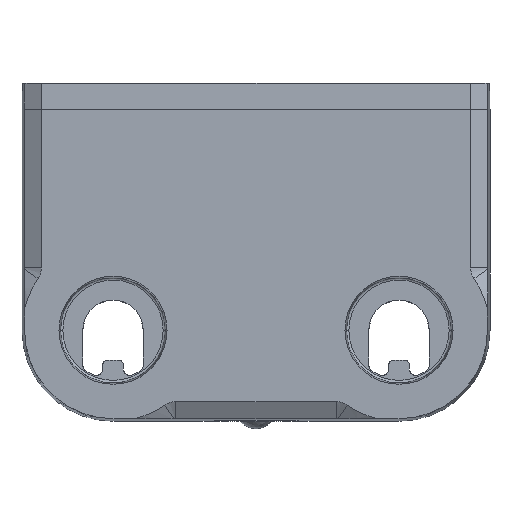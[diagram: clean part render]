
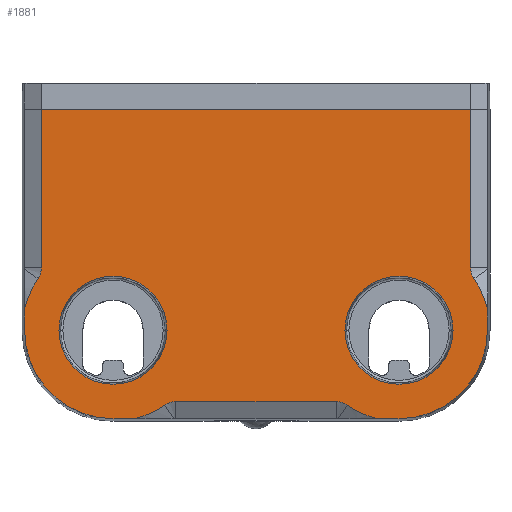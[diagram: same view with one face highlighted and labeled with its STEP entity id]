
A CAD part, front view. The second image highlights one B-rep face of the part: STEP entity #1881.
In plain terms, the highlighted planar face has unit normal (0, -1, 0).
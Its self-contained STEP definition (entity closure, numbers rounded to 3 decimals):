
#2=DIRECTION('',(0.,0.,1.));
#3=VECTOR('',#2,12.178);
#4=CARTESIAN_POINT('',(-16.5,-7.5,-12.178));
#5=LINE('',#4,#3);
#6=CARTESIAN_POINT('',(18.,-7.5,-12.178));
#7=DIRECTION('',(0.,-1.,0.));
#8=DIRECTION('',(-1.,0.,0.));
#9=AXIS2_PLACEMENT_3D('',#6,#7,#8);
#11=CARTESIAN_POINT('',(11.,-7.5,-17.));
#12=DIRECTION('',(0.,1.,0.));
#13=DIRECTION('',(0.824,0.,0.567));
#14=AXIS2_PLACEMENT_3D('',#11,#12,#13);
#16=CARTESIAN_POINT('',(11.,-7.5,-17.));
#17=DIRECTION('',(0.,1.,0.));
#18=DIRECTION('',(1.,0.,0.));
#19=AXIS2_PLACEMENT_3D('',#16,#17,#18);
#21=CARTESIAN_POINT('',(11.,-7.5,-17.));
#22=DIRECTION('',(0.,1.,0.));
#23=DIRECTION('',(-0.235,0.,-0.972));
#24=AXIS2_PLACEMENT_3D('',#21,#22,#23);
#26=CARTESIAN_POINT('',(6.178,-7.5,-24.));
#27=DIRECTION('',(0.,-1.,0.));
#28=DIRECTION('',(0.567,0.,0.824));
#29=AXIS2_PLACEMENT_3D('',#26,#27,#28);
#31=DIRECTION('',(-1.,0.,0.));
#32=VECTOR('',#31,12.356);
#33=CARTESIAN_POINT('',(6.178,-7.5,-22.5));
#34=LINE('',#33,#32);
#35=CARTESIAN_POINT('',(-6.178,-7.5,-24.));
#36=DIRECTION('',(0.,-1.,0.));
#37=DIRECTION('',(0.,0.,1.));
#38=AXIS2_PLACEMENT_3D('',#35,#36,#37);
#40=CARTESIAN_POINT('',(-11.,-7.5,-17.));
#41=DIRECTION('',(0.,1.,0.));
#42=DIRECTION('',(0.567,0.,-0.824));
#43=AXIS2_PLACEMENT_3D('',#40,#41,#42);
#45=CARTESIAN_POINT('',(-11.,-7.5,-17.));
#46=DIRECTION('',(0.,1.,0.));
#47=DIRECTION('',(0.,0.,-1.));
#48=AXIS2_PLACEMENT_3D('',#45,#46,#47);
#50=DIRECTION('',(0.,0.,1.));
#51=VECTOR('',#50,1.646);
#52=CARTESIAN_POINT('',(-17.804,-7.5,-17.));
#53=LINE('',#52,#51);
#54=CARTESIAN_POINT('',(-11.,-7.5,-17.));
#55=DIRECTION('',(0.,1.,0.));
#56=DIRECTION('',(-0.972,0.,0.235));
#57=AXIS2_PLACEMENT_3D('',#54,#55,#56);
#59=CARTESIAN_POINT('',(-18.,-7.5,-12.178));
#60=DIRECTION('',(0.,-1.,0.));
#61=DIRECTION('',(0.824,0.,-0.567));
#62=AXIS2_PLACEMENT_3D('',#59,#60,#61);
#64=CARTESIAN_POINT('',(11.,-7.5,-17.));
#65=DIRECTION('',(0.,-1.,0.));
#66=DIRECTION('',(1.,0.,0.));
#67=AXIS2_PLACEMENT_3D('',#64,#65,#66);
#69=CARTESIAN_POINT('',(11.,-7.5,-17.));
#70=DIRECTION('',(0.,-1.,0.));
#71=DIRECTION('',(-1.,0.,0.));
#72=AXIS2_PLACEMENT_3D('',#69,#70,#71);
#74=CARTESIAN_POINT('',(-11.,-7.5,-17.));
#75=DIRECTION('',(0.,-1.,0.));
#76=DIRECTION('',(1.,0.,0.));
#77=AXIS2_PLACEMENT_3D('',#74,#75,#76);
#79=CARTESIAN_POINT('',(-11.,-7.5,-17.));
#80=DIRECTION('',(0.,-1.,0.));
#81=DIRECTION('',(-1.,0.,0.));
#82=AXIS2_PLACEMENT_3D('',#79,#80,#81);
#168=DIRECTION('',(1.,0.,0.));
#169=VECTOR('',#168,1.646);
#170=CARTESIAN_POINT('',(-11.,-7.5,-23.804));
#171=LINE('',#170,#169);
#172=DIRECTION('',(1.,0.,0.));
#173=VECTOR('',#172,1.646);
#174=CARTESIAN_POINT('',(9.354,-7.5,-23.804));
#175=LINE('',#174,#173);
#205=DIRECTION('',(0.,0.,1.));
#206=VECTOR('',#205,1.646);
#207=CARTESIAN_POINT('',(17.804,-7.5,-17.));
#208=LINE('',#207,#206);
#241=DIRECTION('',(-1.,0.,0.));
#242=VECTOR('',#241,33.);
#243=CARTESIAN_POINT('',(16.5,-7.5,0.));
#244=LINE('',#243,#242);
#1287=DIRECTION('',(0.,0.,1.));
#1288=VECTOR('',#1287,12.178);
#1289=CARTESIAN_POINT('',(16.5,-7.5,-12.178));
#1290=LINE('',#1289,#1288);
#1496=CARTESIAN_POINT('',(-16.5,-7.5,-12.178));
#1497=CARTESIAN_POINT('',(-16.5,-7.5,0.));
#1498=VERTEX_POINT('',#1496);
#1499=VERTEX_POINT('',#1497);
#1500=CARTESIAN_POINT('',(16.5,-7.5,0.));
#1501=VERTEX_POINT('',#1500);
#1502=CARTESIAN_POINT('',(16.5,-7.5,-12.178));
#1503=VERTEX_POINT('',#1502);
#1504=CARTESIAN_POINT('',(16.765,-7.5,-13.029));
#1505=VERTEX_POINT('',#1504);
#1506=CARTESIAN_POINT('',(17.804,-7.5,-15.354));
#1507=VERTEX_POINT('',#1506);
#1508=CARTESIAN_POINT('',(17.804,-7.5,-17.));
#1509=VERTEX_POINT('',#1508);
#1510=CARTESIAN_POINT('',(11.,-7.5,-23.804));
#1511=VERTEX_POINT('',#1510);
#1512=CARTESIAN_POINT('',(9.354,-7.5,-23.804));
#1513=VERTEX_POINT('',#1512);
#1514=CARTESIAN_POINT('',(7.029,-7.5,-22.765));
#1515=VERTEX_POINT('',#1514);
#1516=CARTESIAN_POINT('',(6.178,-7.5,-22.5));
#1517=VERTEX_POINT('',#1516);
#1518=CARTESIAN_POINT('',(-6.178,-7.5,-22.5));
#1519=VERTEX_POINT('',#1518);
#1520=CARTESIAN_POINT('',(-7.029,-7.5,-22.765));
#1521=VERTEX_POINT('',#1520);
#1522=CARTESIAN_POINT('',(-9.354,-7.5,-23.804));
#1523=VERTEX_POINT('',#1522);
#1524=CARTESIAN_POINT('',(-11.,-7.5,-23.804));
#1525=VERTEX_POINT('',#1524);
#1526=CARTESIAN_POINT('',(-17.804,-7.5,-17.));
#1527=VERTEX_POINT('',#1526);
#1528=CARTESIAN_POINT('',(-17.804,-7.5,-15.354));
#1529=VERTEX_POINT('',#1528);
#1530=CARTESIAN_POINT('',(-16.765,-7.5,-13.029));
#1531=VERTEX_POINT('',#1530);
#1532=CARTESIAN_POINT('',(15.155,-7.5,-17.));
#1533=CARTESIAN_POINT('',(6.845,-7.5,-17.));
#1534=VERTEX_POINT('',#1532);
#1535=VERTEX_POINT('',#1533);
#1536=CARTESIAN_POINT('',(-6.845,-7.5,-17.));
#1537=CARTESIAN_POINT('',(-15.155,-7.5,-17.));
#1538=VERTEX_POINT('',#1536);
#1539=VERTEX_POINT('',#1537);
#1826=CARTESIAN_POINT('',(0.,-7.5,0.));
#1827=DIRECTION('',(0.,1.,0.));
#1828=DIRECTION('',(-1.,0.,0.));
#1829=AXIS2_PLACEMENT_3D('',#1826,#1827,#1828);
#1830=PLANE('',#1829);
#1832=ORIENTED_EDGE('',*,*,#1831,.T.);
#1834=ORIENTED_EDGE('',*,*,#1833,.F.);
#1836=ORIENTED_EDGE('',*,*,#1835,.F.);
#1838=ORIENTED_EDGE('',*,*,#1837,.T.);
#1840=ORIENTED_EDGE('',*,*,#1839,.T.);
#1842=ORIENTED_EDGE('',*,*,#1841,.F.);
#1844=ORIENTED_EDGE('',*,*,#1843,.T.);
#1846=ORIENTED_EDGE('',*,*,#1845,.F.);
#1848=ORIENTED_EDGE('',*,*,#1847,.T.);
#1850=ORIENTED_EDGE('',*,*,#1849,.T.);
#1852=ORIENTED_EDGE('',*,*,#1851,.T.);
#1854=ORIENTED_EDGE('',*,*,#1853,.T.);
#1856=ORIENTED_EDGE('',*,*,#1855,.T.);
#1858=ORIENTED_EDGE('',*,*,#1857,.F.);
#1860=ORIENTED_EDGE('',*,*,#1859,.T.);
#1862=ORIENTED_EDGE('',*,*,#1861,.T.);
#1864=ORIENTED_EDGE('',*,*,#1863,.T.);
#1866=ORIENTED_EDGE('',*,*,#1865,.T.);
#1867=EDGE_LOOP('',(#1832,#1834,#1836,#1838,#1840,#1842,#1844,#1846,#1848,#1850,
#1852,#1854,#1856,#1858,#1860,#1862,#1864,#1866));
#1868=FACE_OUTER_BOUND('',#1867,.F.);
#1870=ORIENTED_EDGE('',*,*,#1869,.T.);
#1872=ORIENTED_EDGE('',*,*,#1871,.T.);
#1873=EDGE_LOOP('',(#1870,#1872));
#1874=FACE_BOUND('',#1873,.F.);
#1876=ORIENTED_EDGE('',*,*,#1875,.T.);
#1878=ORIENTED_EDGE('',*,*,#1877,.T.);
#1879=EDGE_LOOP('',(#1876,#1878));
#1880=FACE_BOUND('',#1879,.F.);
#1881=ADVANCED_FACE('',(#1868,#1874,#1880),#1830,.F.);
#10=CIRCLE('',#9,1.5);
#15=CIRCLE('',#14,7.);
#20=CIRCLE('',#19,6.804);
#25=CIRCLE('',#24,7.);
#30=CIRCLE('',#29,1.5);
#39=CIRCLE('',#38,1.5);
#44=CIRCLE('',#43,7.);
#49=CIRCLE('',#48,6.804);
#58=CIRCLE('',#57,7.);
#63=CIRCLE('',#62,1.5);
#68=CIRCLE('',#67,4.155);
#73=CIRCLE('',#72,4.155);
#78=CIRCLE('',#77,4.155);
#83=CIRCLE('',#82,4.155);
#1831=EDGE_CURVE('',#1498,#1499,#5,.T.);
#1833=EDGE_CURVE('',#1501,#1499,#244,.T.);
#1835=EDGE_CURVE('',#1503,#1501,#1290,.T.);
#1837=EDGE_CURVE('',#1503,#1505,#10,.T.);
#1839=EDGE_CURVE('',#1505,#1507,#15,.T.);
#1841=EDGE_CURVE('',#1509,#1507,#208,.T.);
#1843=EDGE_CURVE('',#1509,#1511,#20,.T.);
#1845=EDGE_CURVE('',#1513,#1511,#175,.T.);
#1847=EDGE_CURVE('',#1513,#1515,#25,.T.);
#1849=EDGE_CURVE('',#1515,#1517,#30,.T.);
#1851=EDGE_CURVE('',#1517,#1519,#34,.T.);
#1853=EDGE_CURVE('',#1519,#1521,#39,.T.);
#1855=EDGE_CURVE('',#1521,#1523,#44,.T.);
#1857=EDGE_CURVE('',#1525,#1523,#171,.T.);
#1859=EDGE_CURVE('',#1525,#1527,#49,.T.);
#1861=EDGE_CURVE('',#1527,#1529,#53,.T.);
#1863=EDGE_CURVE('',#1529,#1531,#58,.T.);
#1865=EDGE_CURVE('',#1531,#1498,#63,.T.);
#1869=EDGE_CURVE('',#1534,#1535,#68,.T.);
#1871=EDGE_CURVE('',#1535,#1534,#73,.T.);
#1875=EDGE_CURVE('',#1538,#1539,#78,.T.);
#1877=EDGE_CURVE('',#1539,#1538,#83,.T.);
